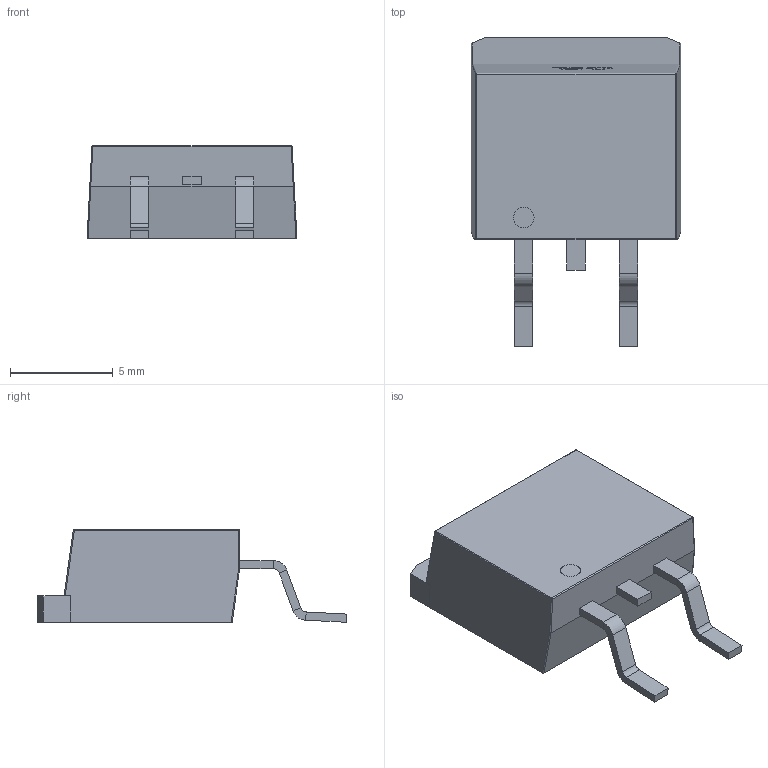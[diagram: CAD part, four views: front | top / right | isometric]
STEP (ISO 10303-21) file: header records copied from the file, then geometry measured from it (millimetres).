
FILE_DESCRIPTION (( 'STEP AP214' ), '1' );
FILE_NAME ('TO-263-3_L10.2-W8.7-H4.7-LS15.2-P5.08.step', '2022-08-01T13:05:43', ( '' ), ( '' ), 'SwSTEP 2.0', 'SolidWorks 2020', '' );
FILE_SCHEMA (( 'AUTOMOTIVE_DESIGN' ));
Length unit declared in the file: millimetre
Products named in the file (1): TO-263-3_L10.2-W8.7-H4.7-LS15.2-P5.08
Bounding box: 10.2 x 15.03 x 4.5 mm (x, y, z)
Volume: 392.6 mm3; surface area: 569.6 mm2
Topology: 2 solids, 2 shells, 321 faces, 840 edges, 544 vertices
Faces by surface type: plane 199, bspline 98, cylinder 20, sphere 4
Entity records: 13798 total; most frequent: CARTESIAN_POINT 3028, ORIENTED_EDGE 1676, DIRECTION 1112, EDGE_CURVE 838, VECTOR 600, LINE 600, VERTEX_POINT 544, EDGE_LOOP 344
